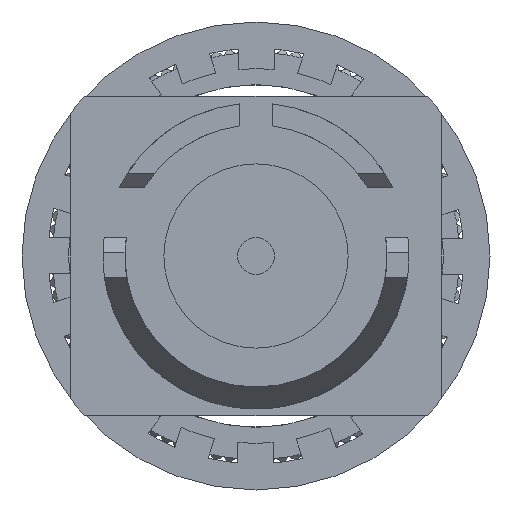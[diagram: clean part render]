
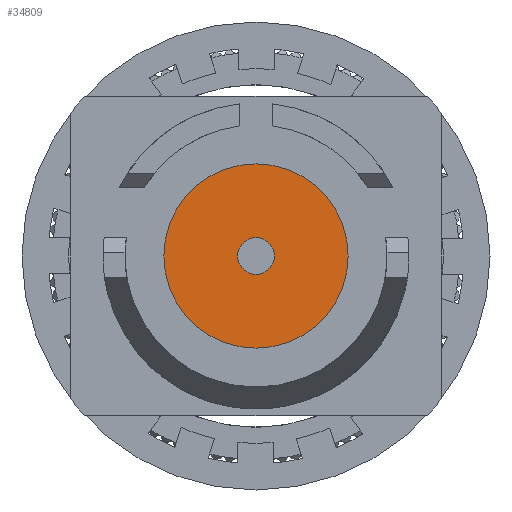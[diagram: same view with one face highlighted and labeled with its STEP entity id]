
A CAD part, front view. The second image highlights one B-rep face of the part: STEP entity #34809.
In plain terms, the highlighted planar face has unit normal (0, -1, 0).
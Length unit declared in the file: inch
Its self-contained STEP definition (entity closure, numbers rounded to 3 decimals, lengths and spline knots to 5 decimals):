
#252 = EDGE_CURVE ( 'NONE', #22034, #22034, #35800, .T. ) ;
#2679 = DIRECTION ( 'NONE',  ( 0., 0., -1. ) ) ;
#3406 = AXIS2_PLACEMENT_3D ( 'NONE', #24362, #30210, #12981 ) ;
#5609 = ORIENTED_EDGE ( 'NONE', *, *, #36745, .T. ) ;
#5626 = ORIENTED_EDGE ( 'NONE', *, *, #252, .F. ) ;
#5973 = VERTEX_POINT ( 'NONE', #31856 ) ;
#7072 = CARTESIAN_POINT ( 'NONE',  ( 0., 0.10039, 0. ) ) ;
#9729 = EDGE_LOOP ( 'NONE', ( #5609 ) ) ;
#11355 = DIRECTION ( 'NONE',  ( 0., -1., 0. ) ) ;
#12981 = DIRECTION ( 'NONE',  ( 0., 0., -1. ) ) ;
#13266 = DIRECTION ( 'NONE',  ( 0., -1., 0. ) ) ;
#13555 = AXIS2_PLACEMENT_3D ( 'NONE', #23087, #11355, #2679 ) ;
#18506 = EDGE_LOOP ( 'NONE', ( #5626 ) ) ;
#19494 = AXIS2_PLACEMENT_3D ( 'NONE', #7072, #13266, #23117 ) ;
#20066 = FACE_OUTER_BOUND ( 'NONE', #9729, .T. ) ;
#20420 = FACE_BOUND ( 'NONE', #18506, .T. ) ;
#22034 = VERTEX_POINT ( 'NONE', #37001 ) ;
#23087 = CARTESIAN_POINT ( 'NONE',  ( 0.02461, 0.10039, 0. ) ) ;
#23117 = DIRECTION ( 'NONE',  ( 0., 0., -1. ) ) ;
#24362 = CARTESIAN_POINT ( 'NONE',  ( 0., 0.10039, 0. ) ) ;
#30210 = DIRECTION ( 'NONE',  ( 0., -1., 0. ) ) ;
#31856 = CARTESIAN_POINT ( 'NONE',  ( 0., 0.10039, -0.12402 ) ) ;
#31966 = PLANE ( 'NONE',  #13555 ) ;
#32995 = CIRCLE ( 'NONE', #3406, 0.12402 ) ;
#34809 = ADVANCED_FACE ( 'NONE', ( #20420, #20066 ), #31966, .T. ) ;
#35800 = CIRCLE ( 'NONE', #19494, 0.02461 ) ;
#36745 = EDGE_CURVE ( 'NONE', #5973, #5973, #32995, .T. ) ;
#37001 = CARTESIAN_POINT ( 'NONE',  ( 0., 0.10039, -0.02461 ) ) ;
